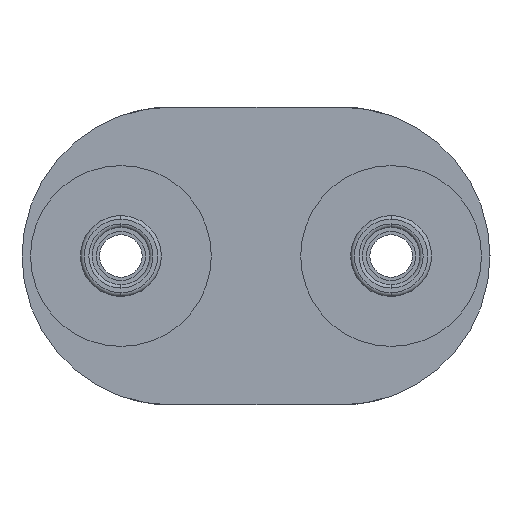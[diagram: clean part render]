
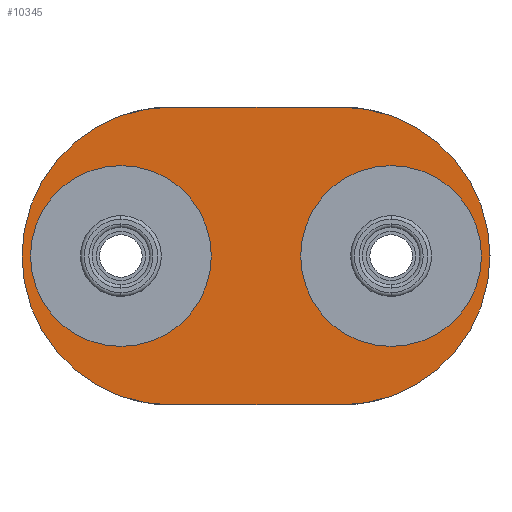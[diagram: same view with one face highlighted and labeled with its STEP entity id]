
A CAD part, left-side view. The second image highlights one B-rep face of the part: STEP entity #10345.
In plain terms, the highlighted planar face has unit normal (-1, 0, 0).
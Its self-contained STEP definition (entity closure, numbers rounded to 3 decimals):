
#350 = AXIS2_PLACEMENT_3D ( 'NONE', #10792, #17699, #709 ) ;
#365 = CARTESIAN_POINT ( 'NONE',  ( -25.9, -4., 7. ) ) ;
#709 = DIRECTION ( 'NONE',  ( 0., 0., 1. ) ) ;
#956 = CARTESIAN_POINT ( 'NONE',  ( -25.9, 11., 0. ) ) ;
#1064 = DIRECTION ( 'NONE',  ( -1., 0., 0. ) ) ;
#1113 = CARTESIAN_POINT ( 'NONE',  ( -25.9, 4., 7. ) ) ;
#1222 = AXIS2_PLACEMENT_3D ( 'NONE', #7713, #1064, #17920 ) ;
#1255 = CARTESIAN_POINT ( 'NONE',  ( -25.9, 6.35, 0. ) ) ;
#1451 = ORIENTED_EDGE ( 'NONE', *, *, #4520, .F. ) ;
#1453 = FACE_OUTER_BOUND ( 'NONE', #7283, .T. ) ;
#1719 = AXIS2_PLACEMENT_3D ( 'NONE', #9743, #6207, #19647 ) ;
#2226 = VERTEX_POINT ( 'NONE', #5851 ) ;
#2851 = VERTEX_POINT ( 'NONE', #1113 ) ;
#2890 = DIRECTION ( 'NONE',  ( 0., 0., 1. ) ) ;
#2963 = ORIENTED_EDGE ( 'NONE', *, *, #18501, .F. ) ;
#3154 = CIRCLE ( 'NONE', #350, 7. ) ;
#3532 = DIRECTION ( 'NONE',  ( 0., 0., 1. ) ) ;
#3620 = AXIS2_PLACEMENT_3D ( 'NONE', #1255, #4657, #2890 ) ;
#3806 = VERTEX_POINT ( 'NONE', #3877 ) ;
#3877 = CARTESIAN_POINT ( 'NONE',  ( -25.9, 6.35, 4.25 ) ) ;
#3945 = ORIENTED_EDGE ( 'NONE', *, *, #13340, .T. ) ;
#4222 = EDGE_CURVE ( 'NONE', #2226, #12532, #14051, .T. ) ;
#4373 = FACE_BOUND ( 'NONE', #9496, .T. ) ;
#4400 = VERTEX_POINT ( 'NONE', #7656 ) ;
#4465 = DIRECTION ( 'NONE',  ( -1., 0., 0. ) ) ;
#4520 = EDGE_CURVE ( 'NONE', #4400, #11439, #12463, .T. ) ;
#4657 = DIRECTION ( 'NONE',  ( 1., 0., 0. ) ) ;
#5569 = CIRCLE ( 'NONE', #15618, 7. ) ;
#5611 = ORIENTED_EDGE ( 'NONE', *, *, #6544, .F. ) ;
#5851 = CARTESIAN_POINT ( 'NONE',  ( -25.9, -11., 0. ) ) ;
#5957 = DIRECTION ( 'NONE',  ( 0., -1., 0. ) ) ;
#6207 = DIRECTION ( 'NONE',  ( 1., 0., 0. ) ) ;
#6363 = DIRECTION ( 'NONE',  ( 0., 0., 1. ) ) ;
#6377 = CARTESIAN_POINT ( 'NONE',  ( -25.9, -4., 0. ) ) ;
#6544 = EDGE_CURVE ( 'NONE', #11439, #4400, #7954, .T. ) ;
#6621 = CARTESIAN_POINT ( 'NONE',  ( -25.9, -4., 0. ) ) ;
#6841 = DIRECTION ( 'NONE',  ( -1., 0., 0. ) ) ;
#7283 = EDGE_LOOP ( 'NONE', ( #21573, #3945, #13196, #12030, #12148, #2963 ) ) ;
#7510 = VERTEX_POINT ( 'NONE', #18631 ) ;
#7594 = CARTESIAN_POINT ( 'NONE',  ( -25.9, 0.65, -7. ) ) ;
#7656 = CARTESIAN_POINT ( 'NONE',  ( -25.9, -6.35, -4.25 ) ) ;
#7713 = CARTESIAN_POINT ( 'NONE',  ( -25.9, 4., 0. ) ) ;
#7844 = CARTESIAN_POINT ( 'NONE',  ( -25.9, -6.35, 0. ) ) ;
#7896 = PLANE ( 'NONE',  #14997 ) ;
#7954 = CIRCLE ( 'NONE', #11148, 4.25 ) ;
#8217 = CARTESIAN_POINT ( 'NONE',  ( -25.9, 6.35, -4.25 ) ) ;
#8839 = CARTESIAN_POINT ( 'NONE',  ( -25.9, 4., -7. ) ) ;
#9275 = LINE ( 'NONE', #14531, #16103 ) ;
#9439 = VECTOR ( 'NONE', #5957, 1000. ) ;
#9496 = EDGE_LOOP ( 'NONE', ( #1451, #5611 ) ) ;
#9527 = DIRECTION ( 'NONE',  ( 0., -1., 0. ) ) ;
#9743 = CARTESIAN_POINT ( 'NONE',  ( -25.9, 6.35, 0. ) ) ;
#9912 = CIRCLE ( 'NONE', #1719, 4.25 ) ;
#10330 = EDGE_CURVE ( 'NONE', #3806, #13424, #9912, .T. ) ;
#10345 = ADVANCED_FACE ( 'NONE', ( #1453, #19115, #4373 ), #7896, .T. ) ;
#10792 = CARTESIAN_POINT ( 'NONE',  ( -25.9, 4., 0. ) ) ;
#11148 = AXIS2_PLACEMENT_3D ( 'NONE', #7844, #17909, #6363 ) ;
#11324 = DIRECTION ( 'NONE',  ( 0., 0., 1. ) ) ;
#11439 = VERTEX_POINT ( 'NONE', #18740 ) ;
#11581 = EDGE_CURVE ( 'NONE', #2851, #15633, #3154, .T. ) ;
#11784 = LINE ( 'NONE', #7594, #9439 ) ;
#12030 = ORIENTED_EDGE ( 'NONE', *, *, #19069, .T. ) ;
#12148 = ORIENTED_EDGE ( 'NONE', *, *, #4222, .T. ) ;
#12463 = CIRCLE ( 'NONE', #20847, 4.25 ) ;
#12532 = VERTEX_POINT ( 'NONE', #365 ) ;
#12789 = EDGE_CURVE ( 'NONE', #15612, #7510, #11784, .T. ) ;
#12834 = CIRCLE ( 'NONE', #1222, 7. ) ;
#13196 = ORIENTED_EDGE ( 'NONE', *, *, #12789, .T. ) ;
#13340 = EDGE_CURVE ( 'NONE', #15633, #15612, #12834, .T. ) ;
#13424 = VERTEX_POINT ( 'NONE', #8217 ) ;
#13718 = ORIENTED_EDGE ( 'NONE', *, *, #10330, .T. ) ;
#14027 = ORIENTED_EDGE ( 'NONE', *, *, #18531, .T. ) ;
#14051 = CIRCLE ( 'NONE', #21679, 7. ) ;
#14531 = CARTESIAN_POINT ( 'NONE',  ( -25.9, 0.65, 7. ) ) ;
#14997 = AXIS2_PLACEMENT_3D ( 'NONE', #16346, #19731, #21452 ) ;
#15238 = EDGE_LOOP ( 'NONE', ( #13718, #14027 ) ) ;
#15612 = VERTEX_POINT ( 'NONE', #8839 ) ;
#15618 = AXIS2_PLACEMENT_3D ( 'NONE', #6377, #4465, #11324 ) ;
#15633 = VERTEX_POINT ( 'NONE', #956 ) ;
#16103 = VECTOR ( 'NONE', #9527, 1000. ) ;
#16346 = CARTESIAN_POINT ( 'NONE',  ( -25.9, 0.65, 0. ) ) ;
#17158 = CIRCLE ( 'NONE', #3620, 4.25 ) ;
#17699 = DIRECTION ( 'NONE',  ( -1., 0., 0. ) ) ;
#17909 = DIRECTION ( 'NONE',  ( -1., 0., 0. ) ) ;
#17920 = DIRECTION ( 'NONE',  ( 0., 0., 1. ) ) ;
#18501 = EDGE_CURVE ( 'NONE', #2851, #12532, #9275, .T. ) ;
#18531 = EDGE_CURVE ( 'NONE', #13424, #3806, #17158, .T. ) ;
#18631 = CARTESIAN_POINT ( 'NONE',  ( -25.9, -4., -7. ) ) ;
#18740 = CARTESIAN_POINT ( 'NONE',  ( -25.9, -6.35, 4.25 ) ) ;
#19069 = EDGE_CURVE ( 'NONE', #7510, #2226, #5569, .T. ) ;
#19115 = FACE_BOUND ( 'NONE', #15238, .T. ) ;
#19562 = DIRECTION ( 'NONE',  ( 0., 0., 1. ) ) ;
#19647 = DIRECTION ( 'NONE',  ( 0., 0., 1. ) ) ;
#19708 = DIRECTION ( 'NONE',  ( -1., 0., 0. ) ) ;
#19731 = DIRECTION ( 'NONE',  ( -1., 0., 0. ) ) ;
#20847 = AXIS2_PLACEMENT_3D ( 'NONE', #21210, #19708, #19562 ) ;
#21210 = CARTESIAN_POINT ( 'NONE',  ( -25.9, -6.35, 0. ) ) ;
#21452 = DIRECTION ( 'NONE',  ( 0., 0., 1. ) ) ;
#21573 = ORIENTED_EDGE ( 'NONE', *, *, #11581, .T. ) ;
#21679 = AXIS2_PLACEMENT_3D ( 'NONE', #6621, #6841, #3532 ) ;
